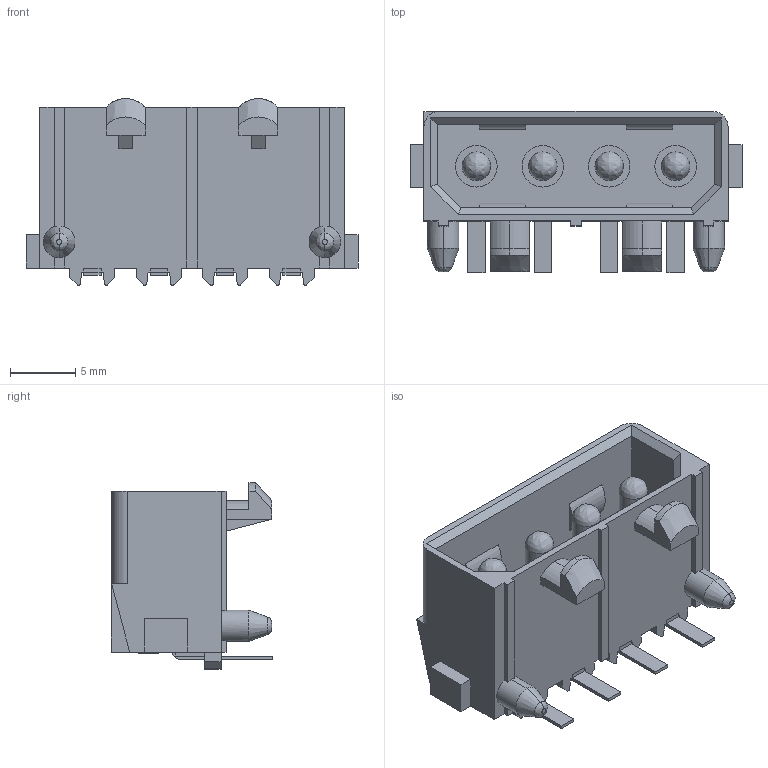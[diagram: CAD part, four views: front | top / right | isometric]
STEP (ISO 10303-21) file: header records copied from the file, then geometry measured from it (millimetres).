
FILE_DESCRIPTION (( 'STEP AP214' ), '1' );
FILE_NAME ('641737-1.STEP', '2023-05-12T08:37:00', ( '' ), ( '' ), 'SwSTEP 2.0', 'SolidWorks 2017', '' );
FILE_SCHEMA (( 'AUTOMOTIVE_DESIGN' ));
Length unit declared in the file: millimetre
Products named in the file (1): 641737-1
Bounding box: 25.4 x 12.32 x 14.27 mm (x, y, z)
Volume: 1434 mm3; surface area: 2190.5 mm2
Topology: 9 solids, 9 shells, 256 faces, 667 edges, 433 vertices
Faces by surface type: plane 196, cylinder 46, bspline 10, cone 4
Entity records: 8065 total; most frequent: CARTESIAN_POINT 1679, ORIENTED_EDGE 1318, DIRECTION 1247, EDGE_CURVE 659, VECTOR 537, LINE 537, VERTEX_POINT 433, AXIS2_PLACEMENT_3D 355
